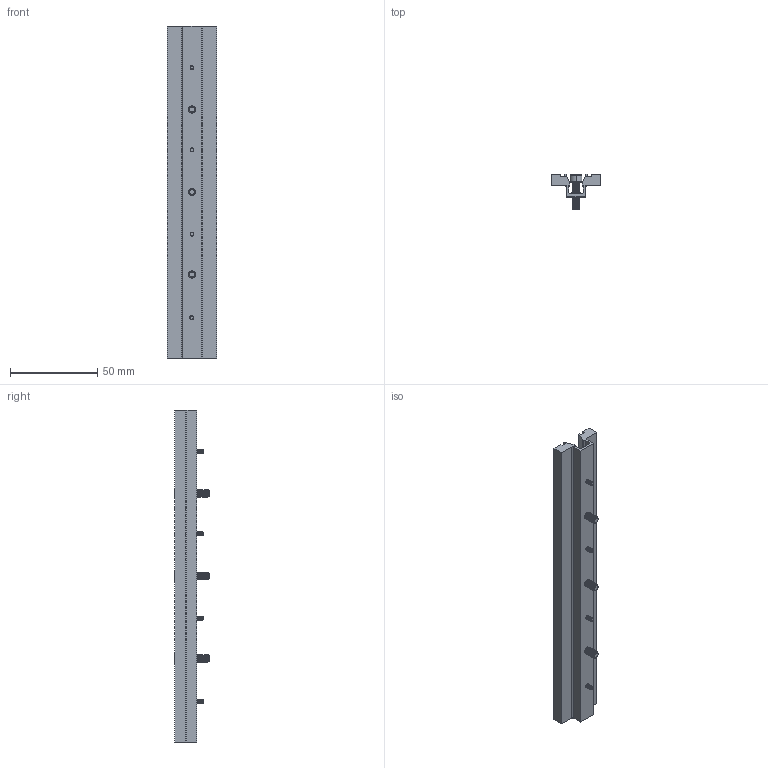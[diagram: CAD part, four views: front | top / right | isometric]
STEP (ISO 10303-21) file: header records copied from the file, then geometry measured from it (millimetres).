
FILE_DESCRIPTION (( 'STEP AP214' ), '1' );
FILE_NAME ('60051.STEP', '2017-02-08T20:55:54', ( 'Mike W' ), ( '' ), 'SwSTEP 2.0', 'SolidWorks 2017', '' );
FILE_SCHEMA (( 'AUTOMOTIVE_DESIGN' ));
Length unit declared in the file: inch
Products named in the file (4): 60051; 605001_605001; 600511_600511; 25614 FHCS_25614 FHCS
Assembly tree (8 placements, depth 2):
  60051
    600511_600511
    605001_605001  x3
    25614 FHCS_25614 FHCS  x4
Bounding box: 28.57 x 20.04 x 190.5 mm (x, y, z)
Volume: 29073 mm3; surface area: 22648.8 mm2
Topology: 8 solids, 8 shells, 836 faces, 1983 edges, 1173 vertices
Faces by surface type: cylinder 423, cone 267, plane 132, torus 8, bspline 6
Entity records: 10214 total; most frequent: CARTESIAN_POINT 4512, ORIENTED_EDGE 1274, DIRECTION 1046, EDGE_CURVE 637, VERTEX_POINT 386, AXIS2_PLACEMENT_3D 383, VECTOR 280, LINE 280
